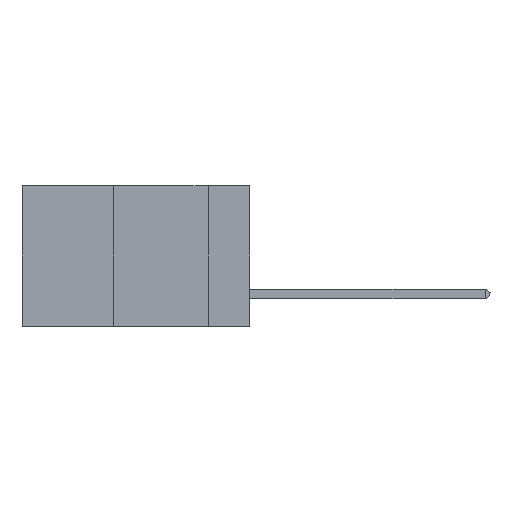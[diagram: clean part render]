
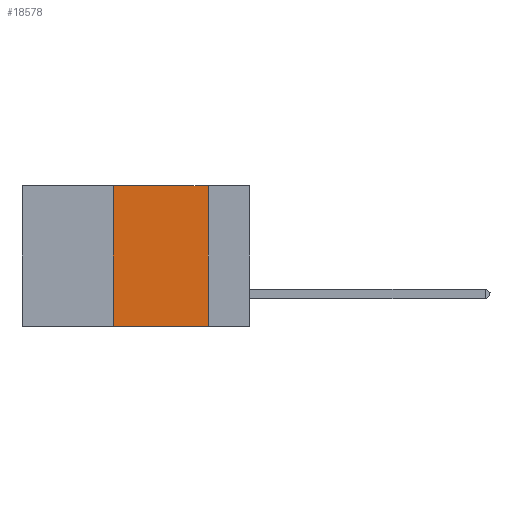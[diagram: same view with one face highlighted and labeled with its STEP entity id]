
A CAD part, left-side view. The second image highlights one B-rep face of the part: STEP entity #18578.
In plain terms, the highlighted planar face has unit normal (-1, 0, 0).
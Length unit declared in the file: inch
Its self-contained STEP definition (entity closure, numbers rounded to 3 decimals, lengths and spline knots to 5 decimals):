
#617 = CARTESIAN_POINT ( 'NONE',  ( 0., 0.6, -0.37 ) ) ;
#1843 = DIRECTION ( 'NONE',  ( 0., 0., -1. ) ) ;
#2675 = CARTESIAN_POINT ( 'NONE',  ( 0., 0.11, -0.37 ) ) ;
#4976 = DIRECTION ( 'NONE',  ( 0., 0., 1. ) ) ;
#5064 = CARTESIAN_POINT ( 'NONE',  ( 0., 0.36, 0. ) ) ;
#6209 = VECTOR ( 'NONE', #8224, 39.37008 ) ;
#6220 = VECTOR ( 'NONE', #4976, 39.37008 ) ;
#7082 = DIRECTION ( 'NONE',  ( 1., 0., 0. ) ) ;
#8151 = VERTEX_POINT ( 'NONE', #2675 ) ;
#8224 = DIRECTION ( 'NONE',  ( 0., 0., -1. ) ) ;
#8804 = ORIENTED_EDGE ( 'NONE', *, *, #11164, .F. ) ;
#9332 = CARTESIAN_POINT ( 'NONE',  ( 0., 0.6, 0. ) ) ;
#9424 = EDGE_LOOP ( 'NONE', ( #8804, #11134, #20728, #15714 ) ) ;
#9583 = AXIS2_PLACEMENT_3D ( 'NONE', #11009, #7082, #1843 ) ;
#10418 = VERTEX_POINT ( 'NONE', #18636 ) ;
#10613 = EDGE_CURVE ( 'NONE', #20344, #8151, #20345, .T. ) ;
#11009 = CARTESIAN_POINT ( 'NONE',  ( 0., 0.6, 0. ) ) ;
#11108 = LINE ( 'NONE', #19249, #6209 ) ;
#11134 = ORIENTED_EDGE ( 'NONE', *, *, #22689, .F. ) ;
#11164 = EDGE_CURVE ( 'NONE', #13730, #8151, #11108, .T. ) ;
#12545 = LINE ( 'NONE', #5064, #6220 ) ;
#13730 = VERTEX_POINT ( 'NONE', #22064 ) ;
#14297 = VECTOR ( 'NONE', #15831, 39.37008 ) ;
#15714 = ORIENTED_EDGE ( 'NONE', *, *, #10613, .T. ) ;
#15831 = DIRECTION ( 'NONE',  ( 0., -1., 0. ) ) ;
#18018 = EDGE_CURVE ( 'NONE', #20344, #10418, #12545, .T. ) ;
#18300 = FACE_OUTER_BOUND ( 'NONE', #9424, .T. ) ;
#18347 = PLANE ( 'NONE',  #9583 ) ;
#18498 = DIRECTION ( 'NONE',  ( 0., -1., 0. ) ) ;
#18578 = ADVANCED_FACE ( 'NONE', ( #18300 ), #18347, .F. ) ;
#18636 = CARTESIAN_POINT ( 'NONE',  ( 0., 0.36, 0. ) ) ;
#18722 = LINE ( 'NONE', #9332, #21878 ) ;
#18865 = CARTESIAN_POINT ( 'NONE',  ( 0., 0.36, -0.37 ) ) ;
#19249 = CARTESIAN_POINT ( 'NONE',  ( 0., 0.11, 0. ) ) ;
#20344 = VERTEX_POINT ( 'NONE', #18865 ) ;
#20345 = LINE ( 'NONE', #617, #14297 ) ;
#20728 = ORIENTED_EDGE ( 'NONE', *, *, #18018, .F. ) ;
#21878 = VECTOR ( 'NONE', #18498, 39.37008 ) ;
#22064 = CARTESIAN_POINT ( 'NONE',  ( 0., 0.11, 0. ) ) ;
#22689 = EDGE_CURVE ( 'NONE', #10418, #13730, #18722, .T. ) ;
